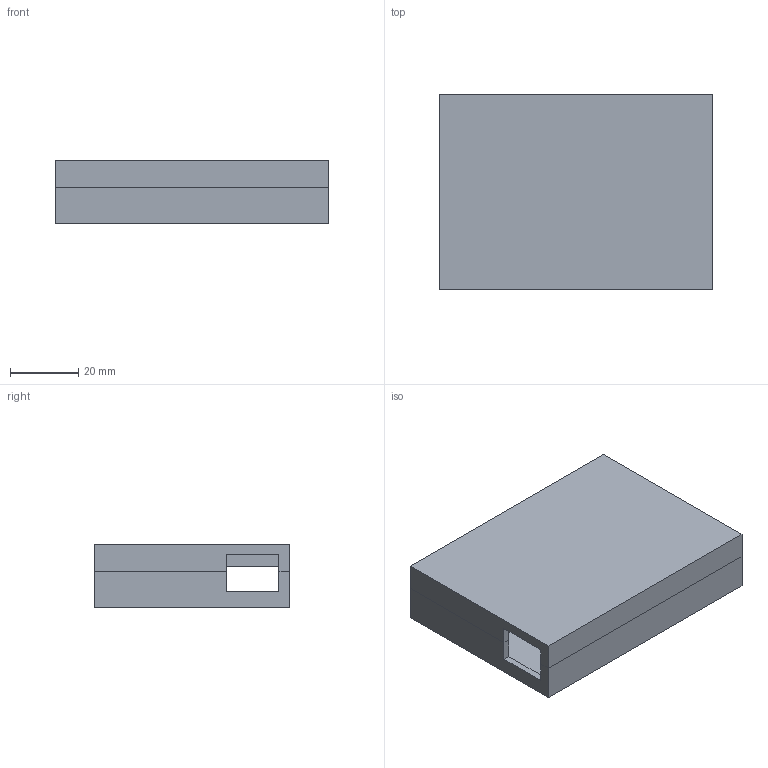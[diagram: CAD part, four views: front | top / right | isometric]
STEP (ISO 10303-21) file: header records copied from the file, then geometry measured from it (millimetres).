
FILE_DESCRIPTION(/* description */ (''),/* implementation_level */ '2;1');
FILE_NAME(/* name */ 'box for hardware v9.step',/* time_stamp */ '2016-11-12T18:33:11-05:00',/* author */ (''),/* organization */ (''),/* preprocessor_version */ 'ST-DEVELOPER v16.5',/* originating_system */ 'Autodesk Translation Framework v5.2.0.2920',/* authorisation */ '');
FILE_SCHEMA (('AUTOMOTIVE_DESIGN { 1 0 10303 214 3 1 1 }'));
Length unit declared in the file: millimetre
Products named in the file (3): box for hardware v9; top; bottom
Assembly tree (2 placements, depth 2):
  box for hardware v9
    top
    bottom
Bounding box: 80.2 x 57.34 x 18.5 mm (x, y, z)
Volume: 24768.5 mm3; surface area: 26566.9 mm2
Topology: 2 solids, 2 shells, 76 faces, 208 edges, 136 vertices
Faces by surface type: plane 76
Entity records: 2416 total; most frequent: CARTESIAN_POINT 425, ORIENTED_EDGE 416, DIRECTION 370, LINE 208, VECTOR 208, EDGE_CURVE 208, VERTEX_POINT 136, AXIS2_PLACEMENT_3D 81
